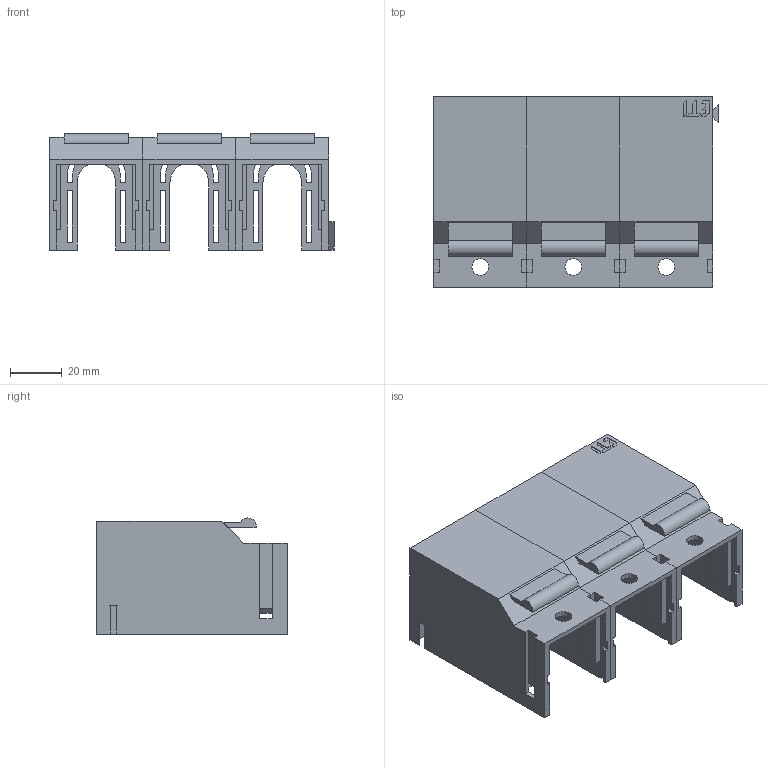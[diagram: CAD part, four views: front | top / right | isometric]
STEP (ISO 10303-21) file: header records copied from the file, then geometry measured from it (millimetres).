
FILE_DESCRIPTION((''),'2;1');
FILE_NAME('ASM7049_ASM','2021-09-23T',('marketing.praksa'),('Audax d.o.o.'),'CREO PARAMETRIC BY PTC INC, 2017480','CREO PARAMETRIC BY PTC INC, 2017480','');
FILE_SCHEMA(('AUTOMOTIVE_DESIGN { 1 0 10303 214 1 1 1 1 }'));
Length unit declared in the file: millimetre
Products named in the file (5): 26943014_01; 26943014_02; 26943014_03; PRT9565; ASM7049_ASM
Assembly tree (4 placements, depth 2):
  ASM7049_ASM
    26943014_01
    26943014_02
    26943014_03
    PRT9565
Bounding box: 110.05 x 73.8 x 44.95 mm (x, y, z)
Volume: 59313.5 mm3; surface area: 62562.6 mm2
Topology: 6 solids, 6 shells, 369 faces, 1107 edges, 744 vertices
Faces by surface type: plane 297, cylinder 72
Entity records: 18804 total; most frequent: CARTESIAN_POINT 2242, ORIENTED_EDGE 2214, DIRECTION 2019, PRESENTATION_STYLE_ASSIGNMENT 1482, STYLED_ITEM 1482, CURVE_STYLE 1107, EDGE_CURVE 1107, VECTOR 951
